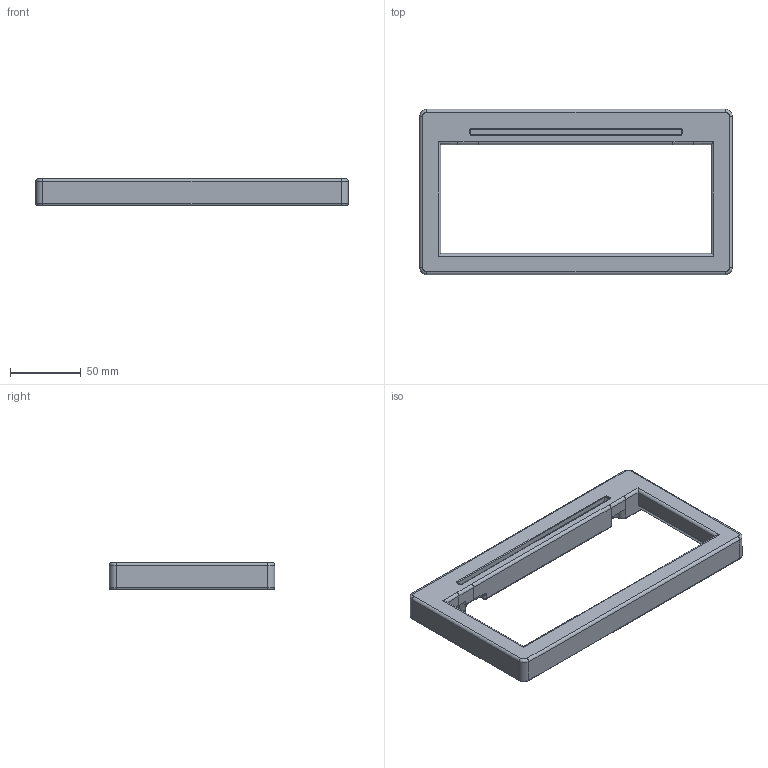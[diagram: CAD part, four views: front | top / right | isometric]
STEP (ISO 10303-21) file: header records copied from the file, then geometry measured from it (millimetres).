
FILE_DESCRIPTION(/* description */ ('','CAx-IF Rec.Pracs.---Representation and Presentation of Product Manufacturing Information (PMI)---4.0---2014-10-13'),/* implementation_level */ '2;1');
FILE_NAME(/* name */ 'Top case flat.step',/* time_stamp */ '2024-12-05T10:22:51+02:00',/* author */ (''),/* organization */ (''),/* preprocessor_version */ 'ST-DEVELOPER v20',/* originating_system */ 'Autodesk Translation Framework v13.20.0.188',/* authorisation */ '');
FILE_SCHEMA (('AP242_MANAGED_MODEL_BASED_3D_ENGINEERING_MIM_LF { 1 0 10303 442 1 1 4 }'));
Length unit declared in the file: millimetre
Products named in the file (1): Top case flat
Bounding box: 221.5 x 117.2 x 19 mm (x, y, z)
Volume: 201489 mm3; surface area: 45525.8 mm2
Topology: 1 solids, 1 shells, 150 faces, 346 edges, 208 vertices
Faces by surface type: cylinder 64, plane 39, torus 27, bspline 18, sphere 2
Full cylindrical faces by diameter (mm): 3.4 x10
Entity records: 5082 total; most frequent: CARTESIAN_POINT 1670, DIRECTION 724, ORIENTED_EDGE 692, EDGE_CURVE 346, AXIS2_PLACEMENT_3D 287, VERTEX_POINT 208, EDGE_LOOP 162, FACE_OUTER_BOUND 150
